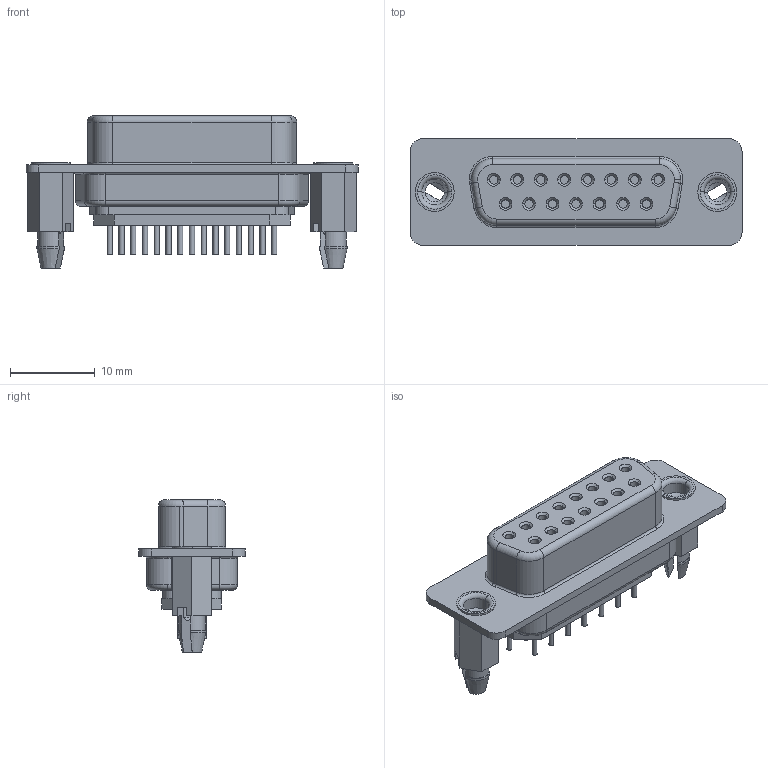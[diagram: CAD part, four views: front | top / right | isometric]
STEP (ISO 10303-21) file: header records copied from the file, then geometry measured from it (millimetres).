
FILE_DESCRIPTION (( 'STEP AP214' ), '1' );
FILE_NAME ('KF85X-AD-15S-BR_rA2.STEP', '2013-03-22T19:04:56', ( 'Daniel' ), ( 'Microsoft' ), 'SwSTEP 2.0', 'SolidWorks 2012', '' );
FILE_SCHEMA (( 'AUTOMOTIVE_DESIGN' ));
Length unit declared in the file: millimetre
Products named in the file (1): KF85X-AD-15S-BR_rA2
Bounding box: 39.14 x 12.55 x 18 mm (x, y, z)
Volume: 3115.3 mm3; surface area: 2632.4 mm2
Topology: 1 solids, 1 shells, 331 faces, 752 edges, 473 vertices
Faces by surface type: cylinder 149, plane 114, cone 44, torus 24
Entity records: 10867 total; most frequent: DIRECTION 1777, CARTESIAN_POINT 1639, ORIENTED_EDGE 1504, EDGE_CURVE 752, AXIS2_PLACEMENT_3D 707, VERTEX_POINT 473, EDGE_LOOP 385, CIRCLE 375
